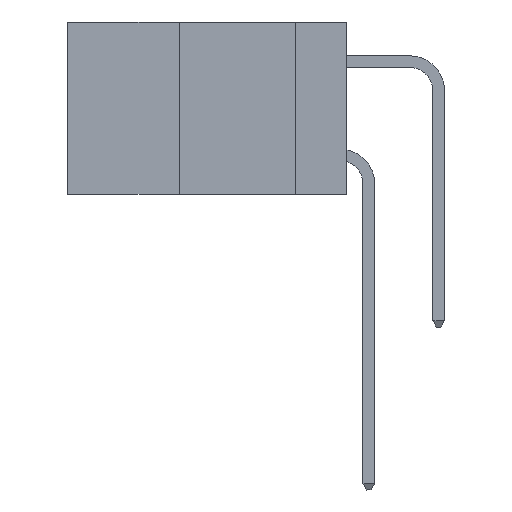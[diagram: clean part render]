
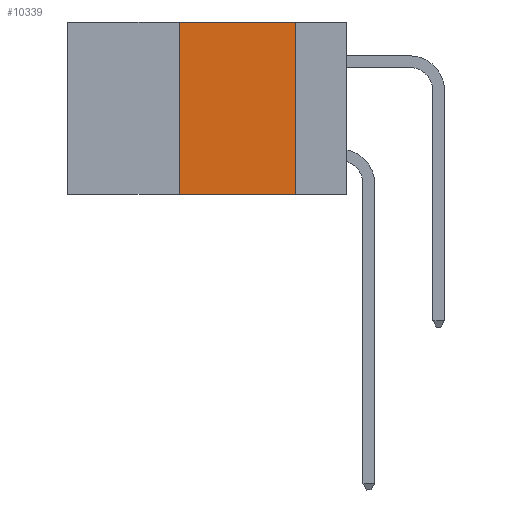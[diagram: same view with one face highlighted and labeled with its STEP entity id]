
A CAD part, left-side view. The second image highlights one B-rep face of the part: STEP entity #10339.
In plain terms, the highlighted planar face has unit normal (-1, 0, 0).
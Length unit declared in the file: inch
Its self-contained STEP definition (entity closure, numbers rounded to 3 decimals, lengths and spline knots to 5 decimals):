
#59 = VECTOR ( 'NONE', #15477, 39.37008 ) ;
#102 = EDGE_CURVE ( 'NONE', #26384, #17641, #1912, .T. ) ;
#269 = ORIENTED_EDGE ( 'NONE', *, *, #102, .F. ) ;
#1912 = LINE ( 'NONE', #22635, #25325 ) ;
#1938 = EDGE_LOOP ( 'NONE', ( #269, #15832, #2156, #7395 ) ) ;
#2156 = ORIENTED_EDGE ( 'NONE', *, *, #9750, .F. ) ;
#2181 = VECTOR ( 'NONE', #19548, 39.37008 ) ;
#2252 = CARTESIAN_POINT ( 'NONE',  ( 0., 0.6, -0.37 ) ) ;
#4431 = DIRECTION ( 'NONE',  ( 0., -1., 0. ) ) ;
#4769 = LINE ( 'NONE', #8790, #2181 ) ;
#5918 = VERTEX_POINT ( 'NONE', #10312 ) ;
#6258 = LINE ( 'NONE', #15388, #59 ) ;
#7395 = ORIENTED_EDGE ( 'NONE', *, *, #10522, .T. ) ;
#8790 = CARTESIAN_POINT ( 'NONE',  ( 0., 0.36, 0. ) ) ;
#9314 = CARTESIAN_POINT ( 'NONE',  ( 0., 0.11, -0.37 ) ) ;
#9540 = AXIS2_PLACEMENT_3D ( 'NONE', #11591, #15520, #11321 ) ;
#9750 = EDGE_CURVE ( 'NONE', #5918, #17412, #4769, .T. ) ;
#10312 = CARTESIAN_POINT ( 'NONE',  ( 0., 0.36, -0.37 ) ) ;
#10339 = ADVANCED_FACE ( 'NONE', ( #24907 ), #15707, .F. ) ;
#10522 = EDGE_CURVE ( 'NONE', #5918, #17641, #24568, .T. ) ;
#10741 = VECTOR ( 'NONE', #4431, 39.37008 ) ;
#11321 = DIRECTION ( 'NONE',  ( 0., 0., -1. ) ) ;
#11591 = CARTESIAN_POINT ( 'NONE',  ( 0., 0.6, 0. ) ) ;
#14483 = DIRECTION ( 'NONE',  ( 0., 0., -1. ) ) ;
#14802 = CARTESIAN_POINT ( 'NONE',  ( 0., 0.36, 0. ) ) ;
#15388 = CARTESIAN_POINT ( 'NONE',  ( 0., 0.6, 0. ) ) ;
#15477 = DIRECTION ( 'NONE',  ( 0., -1., 0. ) ) ;
#15520 = DIRECTION ( 'NONE',  ( 1., 0., 0. ) ) ;
#15707 = PLANE ( 'NONE',  #9540 ) ;
#15832 = ORIENTED_EDGE ( 'NONE', *, *, #19403, .F. ) ;
#17412 = VERTEX_POINT ( 'NONE', #14802 ) ;
#17641 = VERTEX_POINT ( 'NONE', #9314 ) ;
#19403 = EDGE_CURVE ( 'NONE', #17412, #26384, #6258, .T. ) ;
#19548 = DIRECTION ( 'NONE',  ( 0., 0., 1. ) ) ;
#21148 = CARTESIAN_POINT ( 'NONE',  ( 0., 0.11, 0. ) ) ;
#22635 = CARTESIAN_POINT ( 'NONE',  ( 0., 0.11, 0. ) ) ;
#24568 = LINE ( 'NONE', #2252, #10741 ) ;
#24907 = FACE_OUTER_BOUND ( 'NONE', #1938, .T. ) ;
#25325 = VECTOR ( 'NONE', #14483, 39.37008 ) ;
#26384 = VERTEX_POINT ( 'NONE', #21148 ) ;
